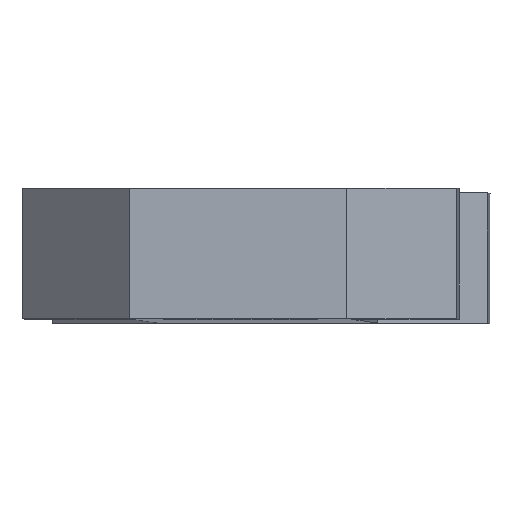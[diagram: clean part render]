
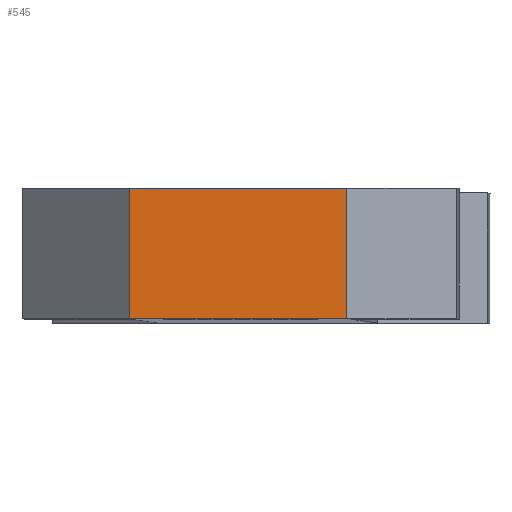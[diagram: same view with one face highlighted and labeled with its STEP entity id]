
A CAD part, top view. The second image highlights one B-rep face of the part: STEP entity #545.
In plain terms, the highlighted planar face has unit normal (-0.012, 0, 1).
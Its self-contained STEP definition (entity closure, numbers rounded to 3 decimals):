
#47=PLANE('',#598);
#75=FACE_OUTER_BOUND('',#109,.T.);
#109=EDGE_LOOP('',(#481,#482,#483,#484));
#125=LINE('',#780,#185);
#145=LINE('',#832,#205);
#175=LINE('',#893,#235);
#176=LINE('',#895,#236);
#185=VECTOR('',#627,10.);
#205=VECTOR('',#671,6.);
#235=VECTOR('',#733,6.);
#236=VECTOR('',#736,10.);
#258=VERTEX_POINT('',#777);
#259=VERTEX_POINT('',#779);
#279=VERTEX_POINT('',#830);
#294=VERTEX_POINT('',#891);
#307=EDGE_CURVE('',#259,#258,#125,.T.);
#332=EDGE_CURVE('',#258,#279,#145,.T.);
#363=EDGE_CURVE('',#259,#294,#175,.T.);
#364=EDGE_CURVE('',#294,#279,#176,.T.);
#481=ORIENTED_EDGE('',*,*,#364,.F.);
#482=ORIENTED_EDGE('',*,*,#363,.F.);
#483=ORIENTED_EDGE('',*,*,#307,.T.);
#484=ORIENTED_EDGE('',*,*,#332,.T.);
#545=ADVANCED_FACE('',(#75),#47,.T.);
#598=AXIS2_PLACEMENT_3D('',#894,#734,#735);
#627=DIRECTION('',(-1.,0.,-0.012));
#671=DIRECTION('',(0.,-1.,0.));
#733=DIRECTION('',(0.,-1.,0.));
#734=DIRECTION('center_axis',(-0.012,0.,1.));
#735=DIRECTION('ref_axis',(1.,0.,0.012));
#736=DIRECTION('',(-1.,0.,-0.012));
#777=CARTESIAN_POINT('',(-6.655,3.,139.931));
#779=CARTESIAN_POINT('',(3.345,3.,140.049));
#780=CARTESIAN_POINT('',(3.345,3.,140.049));
#830=CARTESIAN_POINT('',(-6.655,-3.,139.931));
#832=CARTESIAN_POINT('',(-6.655,3.,139.931));
#891=CARTESIAN_POINT('',(3.345,-3.,140.049));
#893=CARTESIAN_POINT('',(3.345,3.,140.049));
#894=CARTESIAN_POINT('Origin',(-4.155,3.,139.961));
#895=CARTESIAN_POINT('',(3.345,-3.,140.049));
